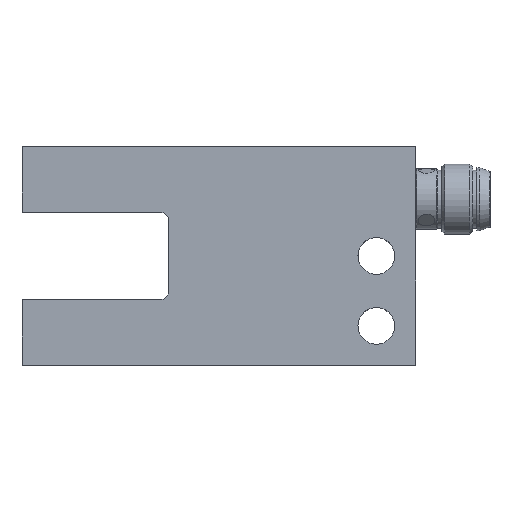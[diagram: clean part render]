
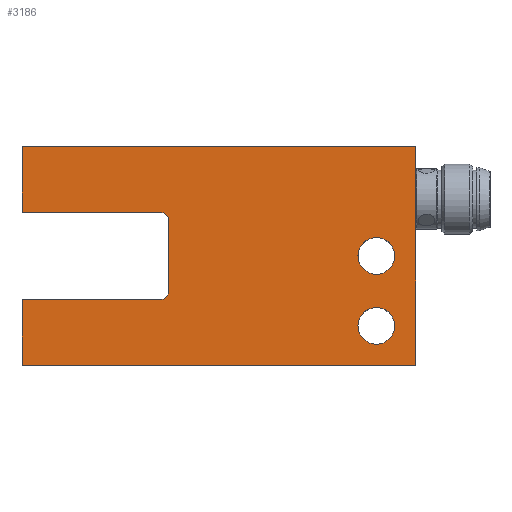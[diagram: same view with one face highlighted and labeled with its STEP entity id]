
A CAD part, top view. The second image highlights one B-rep face of the part: STEP entity #3186.
In plain terms, the highlighted planar face has unit normal (0, 0, 1).
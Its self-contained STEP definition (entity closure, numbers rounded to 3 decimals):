
#265=FACE_BOUND('',#571,.T.);
#266=FACE_BOUND('',#572,.T.);
#376=FACE_OUTER_BOUND('',#570,.T.);
#570=EDGE_LOOP('',(#2517,#2518,#2519,#2520,#2521,#2522,#2523,#2524,#2525,
#2526));
#571=EDGE_LOOP('',(#2527));
#572=EDGE_LOOP('',(#2528));
#783=CIRCLE('',#3486,1.);
#784=CIRCLE('',#3487,1.);
#785=CIRCLE('',#3488,2.1);
#786=CIRCLE('',#3489,2.1);
#991=LINE('',#5289,#1213);
#992=LINE('',#5291,#1214);
#993=LINE('',#5293,#1215);
#994=LINE('',#5295,#1216);
#995=LINE('',#5297,#1217);
#996=LINE('',#5299,#1218);
#997=LINE('',#5303,#1219);
#998=LINE('',#5306,#1220);
#1213=VECTOR('',#4142,10.);
#1214=VECTOR('',#4143,10.);
#1215=VECTOR('',#4144,10.);
#1216=VECTOR('',#4145,10.);
#1217=VECTOR('',#4146,10.);
#1218=VECTOR('',#4147,10.);
#1219=VECTOR('',#4150,10.);
#1220=VECTOR('',#4153,10.);
#1474=VERTEX_POINT('',#5287);
#1475=VERTEX_POINT('',#5288);
#1476=VERTEX_POINT('',#5290);
#1477=VERTEX_POINT('',#5292);
#1478=VERTEX_POINT('',#5294);
#1479=VERTEX_POINT('',#5296);
#1480=VERTEX_POINT('',#5298);
#1481=VERTEX_POINT('',#5300);
#1482=VERTEX_POINT('',#5302);
#1483=VERTEX_POINT('',#5304);
#1484=VERTEX_POINT('',#5307);
#1485=VERTEX_POINT('',#5309);
#1850=EDGE_CURVE('',#1474,#1475,#991,.T.);
#1851=EDGE_CURVE('',#1476,#1474,#992,.T.);
#1852=EDGE_CURVE('',#1477,#1476,#993,.T.);
#1853=EDGE_CURVE('',#1478,#1477,#994,.T.);
#1854=EDGE_CURVE('',#1479,#1478,#995,.T.);
#1855=EDGE_CURVE('',#1480,#1479,#996,.T.);
#1856=EDGE_CURVE('',#1481,#1480,#783,.T.);
#1857=EDGE_CURVE('',#1482,#1481,#997,.T.);
#1858=EDGE_CURVE('',#1483,#1482,#784,.T.);
#1859=EDGE_CURVE('',#1475,#1483,#998,.T.);
#1860=EDGE_CURVE('',#1484,#1484,#785,.T.);
#1861=EDGE_CURVE('',#1485,#1485,#786,.T.);
#2517=ORIENTED_EDGE('',*,*,#1850,.F.);
#2518=ORIENTED_EDGE('',*,*,#1851,.F.);
#2519=ORIENTED_EDGE('',*,*,#1852,.F.);
#2520=ORIENTED_EDGE('',*,*,#1853,.F.);
#2521=ORIENTED_EDGE('',*,*,#1854,.F.);
#2522=ORIENTED_EDGE('',*,*,#1855,.F.);
#2523=ORIENTED_EDGE('',*,*,#1856,.F.);
#2524=ORIENTED_EDGE('',*,*,#1857,.F.);
#2525=ORIENTED_EDGE('',*,*,#1858,.F.);
#2526=ORIENTED_EDGE('',*,*,#1859,.F.);
#2527=ORIENTED_EDGE('',*,*,#1860,.T.);
#2528=ORIENTED_EDGE('',*,*,#1861,.T.);
#3051=PLANE('',#3485);
#3186=ADVANCED_FACE('',(#376,#265,#266),#3051,.T.);
#3485=AXIS2_PLACEMENT_3D('',#5286,#4140,#4141);
#3486=AXIS2_PLACEMENT_3D('',#5301,#4148,#4149);
#3487=AXIS2_PLACEMENT_3D('',#5305,#4151,#4152);
#3488=AXIS2_PLACEMENT_3D('',#5308,#4154,#4155);
#3489=AXIS2_PLACEMENT_3D('',#5310,#4156,#4157);
#4140=DIRECTION('center_axis',(0.,0.,1.));
#4141=DIRECTION('ref_axis',(1.,0.,0.));
#4142=DIRECTION('',(0.,1.,0.));
#4143=DIRECTION('',(-1.,0.,0.));
#4144=DIRECTION('',(0.,-1.,0.));
#4145=DIRECTION('',(1.,0.,0.));
#4146=DIRECTION('',(0.,1.,0.));
#4147=DIRECTION('',(-1.,0.,0.));
#4148=DIRECTION('center_axis',(0.,0.,1.));
#4149=DIRECTION('ref_axis',(-1.,0.,0.));
#4150=DIRECTION('',(0.,1.,0.));
#4151=DIRECTION('center_axis',(0.,0.,1.));
#4152=DIRECTION('ref_axis',(0.,1.,0.));
#4153=DIRECTION('',(1.,0.,0.));
#4154=DIRECTION('center_axis',(0.,0.,-1.));
#4155=DIRECTION('ref_axis',(-1.,0.,0.));
#4156=DIRECTION('center_axis',(0.,0.,-1.));
#4157=DIRECTION('ref_axis',(-1.,0.,0.));
#5286=CARTESIAN_POINT('Origin',(20.757,9.417,10.));
#5287=CARTESIAN_POINT('',(0.,-3.083,10.));
#5288=CARTESIAN_POINT('',(0.,4.417,10.));
#5289=CARTESIAN_POINT('',(0.,4.417,10.));
#5290=CARTESIAN_POINT('',(45.,-3.083,10.));
#5291=CARTESIAN_POINT('',(0.,-3.083,10.));
#5292=CARTESIAN_POINT('',(45.,21.917,10.));
#5293=CARTESIAN_POINT('',(45.,-3.083,10.));
#5294=CARTESIAN_POINT('',(0.,21.917,10.));
#5295=CARTESIAN_POINT('',(45.,21.917,10.));
#5296=CARTESIAN_POINT('',(0.,14.417,10.));
#5297=CARTESIAN_POINT('',(0.,21.917,10.));
#5298=CARTESIAN_POINT('',(15.8,14.417,10.));
#5299=CARTESIAN_POINT('',(0.,14.417,10.));
#5300=CARTESIAN_POINT('',(16.8,13.417,10.));
#5301=CARTESIAN_POINT('Origin',(15.8,13.417,10.));
#5302=CARTESIAN_POINT('',(16.8,5.417,10.));
#5303=CARTESIAN_POINT('',(16.8,13.417,10.));
#5304=CARTESIAN_POINT('',(15.8,4.417,10.));
#5305=CARTESIAN_POINT('Origin',(15.8,5.417,10.));
#5306=CARTESIAN_POINT('',(15.8,4.417,10.));
#5307=CARTESIAN_POINT('',(42.6,1.417,10.));
#5308=CARTESIAN_POINT('Origin',(40.5,1.417,10.));
#5309=CARTESIAN_POINT('',(42.6,9.417,10.));
#5310=CARTESIAN_POINT('Origin',(40.5,9.417,10.));
